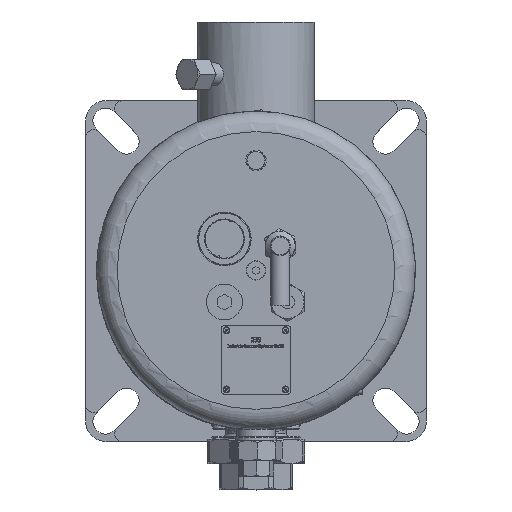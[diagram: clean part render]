
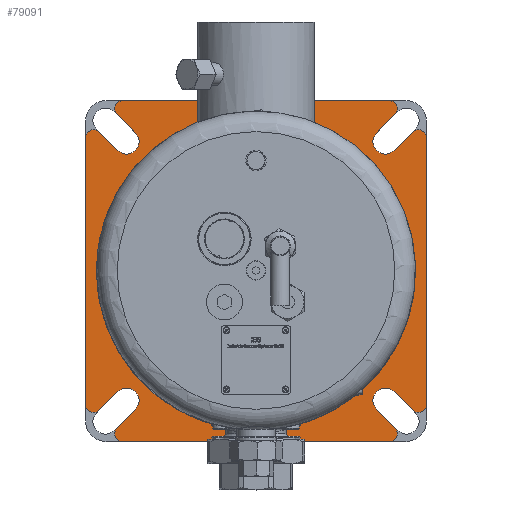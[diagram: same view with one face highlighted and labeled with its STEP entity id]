
A CAD part, top view. The second image highlights one B-rep face of the part: STEP entity #79091.
In plain terms, the highlighted planar face has unit normal (0, 0, 1).
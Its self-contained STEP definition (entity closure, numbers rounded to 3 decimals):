
#3898=FACE_BOUND('',#28089,.T.);
#11704=LINE('',#129580,#17146);
#11705=LINE('',#129584,#17147);
#11706=LINE('',#129588,#17148);
#11707=LINE('',#129592,#17149);
#11708=LINE('',#129596,#17150);
#11709=LINE('',#129600,#17151);
#11710=LINE('',#129604,#17152);
#11711=LINE('',#129608,#17153);
#11712=LINE('',#129612,#17154);
#11713=LINE('',#129616,#17155);
#11714=LINE('',#129620,#17156);
#11715=LINE('',#129623,#17157);
#17146=VECTOR('',#101291,10.);
#17147=VECTOR('',#101294,10.);
#17148=VECTOR('',#101297,10.);
#17149=VECTOR('',#101300,10.);
#17150=VECTOR('',#101303,10.);
#17151=VECTOR('',#101306,10.);
#17152=VECTOR('',#101309,10.);
#17153=VECTOR('',#101312,10.);
#17154=VECTOR('',#101315,10.);
#17155=VECTOR('',#101318,10.);
#17156=VECTOR('',#101321,10.);
#17157=VECTOR('',#101324,10.);
#23170=FACE_OUTER_BOUND('',#28088,.T.);
#28088=EDGE_LOOP('',(#65016,#65017,#65018,#65019,#65020,#65021,#65022,#65023,
#65024,#65025,#65026,#65027,#65028,#65029,#65030,#65031,#65032,#65033,#65034,
#65035,#65036,#65037,#65038,#65039));
#28089=EDGE_LOOP('',(#65040));
#32433=CIRCLE('',#85826,116.);
#32435=CIRCLE('',#85830,6.);
#32436=CIRCLE('',#85831,9.);
#32437=CIRCLE('',#85832,6.);
#32438=CIRCLE('',#85833,6.);
#32439=CIRCLE('',#85834,9.);
#32440=CIRCLE('',#85835,6.);
#32441=CIRCLE('',#85836,6.);
#32442=CIRCLE('',#85837,9.);
#32443=CIRCLE('',#85838,6.);
#32444=CIRCLE('',#85839,6.);
#32445=CIRCLE('',#85840,9.);
#32446=CIRCLE('',#85841,6.);
#37810=VERTEX_POINT('',#129568);
#37812=VERTEX_POINT('',#129576);
#37813=VERTEX_POINT('',#129577);
#37814=VERTEX_POINT('',#129579);
#37815=VERTEX_POINT('',#129581);
#37816=VERTEX_POINT('',#129583);
#37817=VERTEX_POINT('',#129585);
#37818=VERTEX_POINT('',#129587);
#37819=VERTEX_POINT('',#129589);
#37820=VERTEX_POINT('',#129591);
#37821=VERTEX_POINT('',#129593);
#37822=VERTEX_POINT('',#129595);
#37823=VERTEX_POINT('',#129597);
#37824=VERTEX_POINT('',#129599);
#37825=VERTEX_POINT('',#129601);
#37826=VERTEX_POINT('',#129603);
#37827=VERTEX_POINT('',#129605);
#37828=VERTEX_POINT('',#129607);
#37829=VERTEX_POINT('',#129609);
#37830=VERTEX_POINT('',#129611);
#37831=VERTEX_POINT('',#129613);
#37832=VERTEX_POINT('',#129615);
#37833=VERTEX_POINT('',#129617);
#37834=VERTEX_POINT('',#129619);
#37835=VERTEX_POINT('',#129621);
#47394=EDGE_CURVE('',#37810,#37810,#32433,.T.);
#47398=EDGE_CURVE('',#37812,#37813,#32435,.T.);
#47399=EDGE_CURVE('',#37812,#37814,#11704,.T.);
#47400=EDGE_CURVE('',#37814,#37815,#32436,.T.);
#47401=EDGE_CURVE('',#37815,#37816,#11705,.T.);
#47402=EDGE_CURVE('',#37817,#37816,#32437,.T.);
#47403=EDGE_CURVE('',#37818,#37817,#11706,.T.);
#47404=EDGE_CURVE('',#37819,#37818,#32438,.T.);
#47405=EDGE_CURVE('',#37819,#37820,#11707,.T.);
#47406=EDGE_CURVE('',#37820,#37821,#32439,.T.);
#47407=EDGE_CURVE('',#37821,#37822,#11708,.T.);
#47408=EDGE_CURVE('',#37823,#37822,#32440,.T.);
#47409=EDGE_CURVE('',#37824,#37823,#11709,.T.);
#47410=EDGE_CURVE('',#37825,#37824,#32441,.T.);
#47411=EDGE_CURVE('',#37825,#37826,#11710,.T.);
#47412=EDGE_CURVE('',#37826,#37827,#32442,.T.);
#47413=EDGE_CURVE('',#37827,#37828,#11711,.T.);
#47414=EDGE_CURVE('',#37829,#37828,#32443,.T.);
#47415=EDGE_CURVE('',#37830,#37829,#11712,.T.);
#47416=EDGE_CURVE('',#37831,#37830,#32444,.T.);
#47417=EDGE_CURVE('',#37831,#37832,#11713,.T.);
#47418=EDGE_CURVE('',#37832,#37833,#32445,.T.);
#47419=EDGE_CURVE('',#37833,#37834,#11714,.T.);
#47420=EDGE_CURVE('',#37835,#37834,#32446,.T.);
#47421=EDGE_CURVE('',#37813,#37835,#11715,.T.);
#65016=ORIENTED_EDGE('',*,*,#47398,.F.);
#65017=ORIENTED_EDGE('',*,*,#47399,.T.);
#65018=ORIENTED_EDGE('',*,*,#47400,.T.);
#65019=ORIENTED_EDGE('',*,*,#47401,.T.);
#65020=ORIENTED_EDGE('',*,*,#47402,.F.);
#65021=ORIENTED_EDGE('',*,*,#47403,.F.);
#65022=ORIENTED_EDGE('',*,*,#47404,.F.);
#65023=ORIENTED_EDGE('',*,*,#47405,.T.);
#65024=ORIENTED_EDGE('',*,*,#47406,.T.);
#65025=ORIENTED_EDGE('',*,*,#47407,.T.);
#65026=ORIENTED_EDGE('',*,*,#47408,.F.);
#65027=ORIENTED_EDGE('',*,*,#47409,.F.);
#65028=ORIENTED_EDGE('',*,*,#47410,.F.);
#65029=ORIENTED_EDGE('',*,*,#47411,.T.);
#65030=ORIENTED_EDGE('',*,*,#47412,.T.);
#65031=ORIENTED_EDGE('',*,*,#47413,.T.);
#65032=ORIENTED_EDGE('',*,*,#47414,.F.);
#65033=ORIENTED_EDGE('',*,*,#47415,.F.);
#65034=ORIENTED_EDGE('',*,*,#47416,.F.);
#65035=ORIENTED_EDGE('',*,*,#47417,.T.);
#65036=ORIENTED_EDGE('',*,*,#47418,.T.);
#65037=ORIENTED_EDGE('',*,*,#47419,.T.);
#65038=ORIENTED_EDGE('',*,*,#47420,.F.);
#65039=ORIENTED_EDGE('',*,*,#47421,.F.);
#65040=ORIENTED_EDGE('',*,*,#47394,.T.);
#75396=PLANE('',#85829);
#79091=ADVANCED_FACE('',(#23170,#3898),#75396,.T.);
#85826=AXIS2_PLACEMENT_3D('',#129569,#101279,#101280);
#85829=AXIS2_PLACEMENT_3D('',#129575,#101287,#101288);
#85830=AXIS2_PLACEMENT_3D('',#129578,#101289,#101290);
#85831=AXIS2_PLACEMENT_3D('',#129582,#101292,#101293);
#85832=AXIS2_PLACEMENT_3D('',#129586,#101295,#101296);
#85833=AXIS2_PLACEMENT_3D('',#129590,#101298,#101299);
#85834=AXIS2_PLACEMENT_3D('',#129594,#101301,#101302);
#85835=AXIS2_PLACEMENT_3D('',#129598,#101304,#101305);
#85836=AXIS2_PLACEMENT_3D('',#129602,#101307,#101308);
#85837=AXIS2_PLACEMENT_3D('',#129606,#101310,#101311);
#85838=AXIS2_PLACEMENT_3D('',#129610,#101313,#101314);
#85839=AXIS2_PLACEMENT_3D('',#129614,#101316,#101317);
#85840=AXIS2_PLACEMENT_3D('',#129618,#101319,#101320);
#85841=AXIS2_PLACEMENT_3D('',#129622,#101322,#101323);
#101279=DIRECTION('center_axis',(0.,0.,-1.));
#101280=DIRECTION('ref_axis',(-1.,0.,0.));
#101287=DIRECTION('center_axis',(0.,0.,1.));
#101288=DIRECTION('ref_axis',(1.,0.,0.));
#101289=DIRECTION('center_axis',(0.,0.,-1.));
#101290=DIRECTION('ref_axis',(-0.383,-0.924,0.));
#101291=DIRECTION('',(0.707,0.707,0.));
#101292=DIRECTION('center_axis',(0.,0.,-1.));
#101293=DIRECTION('ref_axis',(-0.707,-0.707,0.));
#101294=DIRECTION('',(-0.707,-0.707,0.));
#101295=DIRECTION('center_axis',(0.,0.,-1.));
#101296=DIRECTION('ref_axis',(-0.924,-0.383,0.));
#101297=DIRECTION('',(-1.,0.,0.));
#101298=DIRECTION('center_axis',(0.,0.,-1.));
#101299=DIRECTION('ref_axis',(0.924,-0.383,0.));
#101300=DIRECTION('',(-0.707,0.707,0.));
#101301=DIRECTION('center_axis',(0.,0.,-1.));
#101302=DIRECTION('ref_axis',(0.707,-0.707,0.));
#101303=DIRECTION('',(0.707,-0.707,0.));
#101304=DIRECTION('center_axis',(0.,0.,-1.));
#101305=DIRECTION('ref_axis',(0.383,-0.924,0.));
#101306=DIRECTION('',(0.,-1.,0.));
#101307=DIRECTION('center_axis',(0.,0.,-1.));
#101308=DIRECTION('ref_axis',(0.383,0.924,0.));
#101309=DIRECTION('',(-0.707,-0.707,0.));
#101310=DIRECTION('center_axis',(0.,0.,-1.));
#101311=DIRECTION('ref_axis',(0.707,0.707,0.));
#101312=DIRECTION('',(0.707,0.707,0.));
#101313=DIRECTION('center_axis',(0.,0.,-1.));
#101314=DIRECTION('ref_axis',(0.924,0.383,0.));
#101315=DIRECTION('',(1.,0.,0.));
#101316=DIRECTION('center_axis',(0.,0.,-1.));
#101317=DIRECTION('ref_axis',(-0.924,0.383,0.));
#101318=DIRECTION('',(0.707,-0.707,0.));
#101319=DIRECTION('center_axis',(0.,0.,-1.));
#101320=DIRECTION('ref_axis',(0.707,-0.707,0.));
#101321=DIRECTION('',(-0.707,0.707,0.));
#101322=DIRECTION('center_axis',(0.,0.,-1.));
#101323=DIRECTION('ref_axis',(-0.383,0.924,0.));
#101324=DIRECTION('',(0.,1.,0.));
#129568=CARTESIAN_POINT('',(116.,0.,0.));
#129569=CARTESIAN_POINT('Origin',(0.,0.,0.));
#129575=CARTESIAN_POINT('Origin',(0.,0.,
0.));
#129576=CARTESIAN_POINT('',(-113.757,-101.029,0.));
#129577=CARTESIAN_POINT('',(-124.,-96.787,0.));
#129578=CARTESIAN_POINT('Origin',(-118.,-96.787,0.));
#129579=CARTESIAN_POINT('',(-100.409,-87.681,0.));
#129580=CARTESIAN_POINT('',(-53.387,-40.659,0.));
#129581=CARTESIAN_POINT('',(-87.681,-100.409,0.));
#129582=CARTESIAN_POINT('Origin',(-94.045,-94.045,0.));
#129583=CARTESIAN_POINT('',(-101.029,-113.757,0.));
#129584=CARTESIAN_POINT('',(-56.569,-69.296,0.));
#129585=CARTESIAN_POINT('',(-96.787,-124.,0.));
#129586=CARTESIAN_POINT('Origin',(-96.787,-118.,0.));
#129587=CARTESIAN_POINT('',(96.787,-124.,0.));
#129588=CARTESIAN_POINT('',(124.,-124.,0.));
#129589=CARTESIAN_POINT('',(101.029,-113.757,0.));
#129590=CARTESIAN_POINT('Origin',(96.787,-118.,0.));
#129591=CARTESIAN_POINT('',(87.681,-100.409,0.));
#129592=CARTESIAN_POINT('',(40.659,-53.387,0.));
#129593=CARTESIAN_POINT('',(100.409,-87.681,0.));
#129594=CARTESIAN_POINT('Origin',(94.045,-94.045,0.));
#129595=CARTESIAN_POINT('',(113.757,-101.029,0.));
#129596=CARTESIAN_POINT('',(69.296,-56.569,0.));
#129597=CARTESIAN_POINT('',(124.,-96.787,0.));
#129598=CARTESIAN_POINT('Origin',(118.,-96.787,0.));
#129599=CARTESIAN_POINT('',(124.,96.787,0.));
#129600=CARTESIAN_POINT('',(124.,124.,0.));
#129601=CARTESIAN_POINT('',(113.757,101.029,0.));
#129602=CARTESIAN_POINT('Origin',(118.,96.787,0.));
#129603=CARTESIAN_POINT('',(100.409,87.681,0.));
#129604=CARTESIAN_POINT('',(53.387,40.659,0.));
#129605=CARTESIAN_POINT('',(87.681,100.409,0.));
#129606=CARTESIAN_POINT('Origin',(94.045,94.045,0.));
#129607=CARTESIAN_POINT('',(101.029,113.757,0.));
#129608=CARTESIAN_POINT('',(56.569,69.296,0.));
#129609=CARTESIAN_POINT('',(96.787,124.,0.));
#129610=CARTESIAN_POINT('Origin',(96.787,118.,0.));
#129611=CARTESIAN_POINT('',(-96.787,124.,0.));
#129612=CARTESIAN_POINT('',(-124.,124.,0.));
#129613=CARTESIAN_POINT('',(-101.029,113.757,0.));
#129614=CARTESIAN_POINT('Origin',(-96.787,118.,0.));
#129615=CARTESIAN_POINT('',(-87.681,100.409,0.));
#129616=CARTESIAN_POINT('',(-40.659,53.387,0.));
#129617=CARTESIAN_POINT('',(-100.409,87.681,0.));
#129618=CARTESIAN_POINT('Origin',(-94.045,94.045,0.));
#129619=CARTESIAN_POINT('',(-113.757,101.029,0.));
#129620=CARTESIAN_POINT('',(-69.296,56.569,0.));
#129621=CARTESIAN_POINT('',(-124.,96.787,0.));
#129622=CARTESIAN_POINT('Origin',(-118.,96.787,0.));
#129623=CARTESIAN_POINT('',(-124.,-124.,0.));
